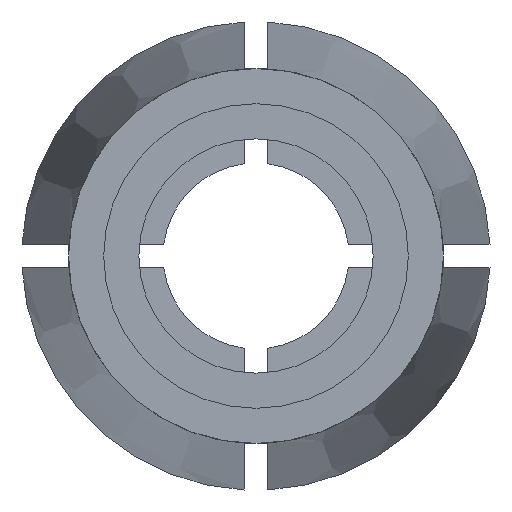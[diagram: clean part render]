
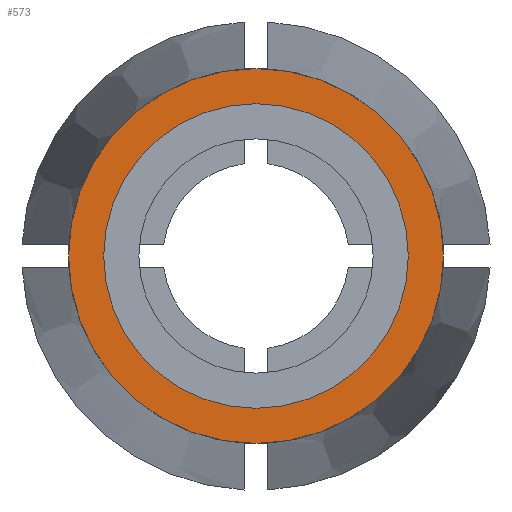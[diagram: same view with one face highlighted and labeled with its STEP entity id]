
A CAD part, left-side view. The second image highlights one B-rep face of the part: STEP entity #573.
In plain terms, the highlighted planar face has unit normal (-1, 0, 0).
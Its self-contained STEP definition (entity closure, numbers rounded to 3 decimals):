
#1 = ORIENTED_EDGE ( 'NONE', *, *, #569, .T. ) ;
#5 = DIRECTION ( 'NONE',  ( 0., 0., 1. ) ) ;
#91 = DIRECTION ( 'NONE',  ( 0., 0., 1. ) ) ;
#184 = VERTEX_POINT ( 'NONE', #1218 ) ;
#234 = DIRECTION ( 'NONE',  ( -1., 0., 0. ) ) ;
#244 = PLANE ( 'NONE',  #530 ) ;
#245 = VERTEX_POINT ( 'NONE', #1116 ) ;
#333 = DIRECTION ( 'NONE',  ( 0., 0., 1. ) ) ;
#337 = DIRECTION ( 'NONE',  ( -1., 0., 0. ) ) ;
#343 = CARTESIAN_POINT ( 'NONE',  ( 0., 0., 0. ) ) ;
#409 = AXIS2_PLACEMENT_3D ( 'NONE', #849, #234, #91 ) ;
#414 = FACE_OUTER_BOUND ( 'NONE', #584, .T. ) ;
#432 = CIRCLE ( 'NONE', #540, 4. ) ;
#501 = DIRECTION ( 'NONE',  ( 0., 0., 1. ) ) ;
#507 = DIRECTION ( 'NONE',  ( -1., 0., 0. ) ) ;
#518 = CARTESIAN_POINT ( 'NONE',  ( 0., 0., 0. ) ) ;
#530 = AXIS2_PLACEMENT_3D ( 'NONE', #729, #1137, #1099 ) ;
#540 = AXIS2_PLACEMENT_3D ( 'NONE', #518, #507, #501 ) ;
#549 = ORIENTED_EDGE ( 'NONE', *, *, #1549, .F. ) ;
#569 = EDGE_CURVE ( 'NONE', #184, #245, #1272, .T. ) ;
#573 = ADVANCED_FACE ( 'NONE', ( #1301, #414 ), #244, .F. ) ;
#584 = EDGE_LOOP ( 'NONE', ( #1536, #1 ) ) ;
#591 = DIRECTION ( 'NONE',  ( -1., 0., 0. ) ) ;
#596 = ORIENTED_EDGE ( 'NONE', *, *, #970, .F. ) ;
#682 = EDGE_LOOP ( 'NONE', ( #596, #549 ) ) ;
#720 = CARTESIAN_POINT ( 'NONE',  ( 0., 0., -3.25 ) ) ;
#729 = CARTESIAN_POINT ( 'NONE',  ( 0., 4., 0. ) ) ;
#777 = VERTEX_POINT ( 'NONE', #1117 ) ;
#782 = CARTESIAN_POINT ( 'NONE',  ( 0., 0., 0. ) ) ;
#791 = AXIS2_PLACEMENT_3D ( 'NONE', #343, #337, #333 ) ;
#849 = CARTESIAN_POINT ( 'NONE',  ( 0., 0., 0. ) ) ;
#863 = AXIS2_PLACEMENT_3D ( 'NONE', #782, #591, #5 ) ;
#970 = EDGE_CURVE ( 'NONE', #777, #1499, #1425, .T. ) ;
#1099 = DIRECTION ( 'NONE',  ( 0., 0., -1. ) ) ;
#1116 = CARTESIAN_POINT ( 'NONE',  ( 0., 0., 4. ) ) ;
#1117 = CARTESIAN_POINT ( 'NONE',  ( 0., 0., 3.25 ) ) ;
#1137 = DIRECTION ( 'NONE',  ( 1., 0., 0. ) ) ;
#1218 = CARTESIAN_POINT ( 'NONE',  ( 0., 0., -4. ) ) ;
#1272 = CIRCLE ( 'NONE', #863, 4. ) ;
#1301 = FACE_BOUND ( 'NONE', #682, .T. ) ;
#1323 = CIRCLE ( 'NONE', #791, 3.25 ) ;
#1425 = CIRCLE ( 'NONE', #409, 3.25 ) ;
#1487 = EDGE_CURVE ( 'NONE', #245, #184, #432, .T. ) ;
#1499 = VERTEX_POINT ( 'NONE', #720 ) ;
#1536 = ORIENTED_EDGE ( 'NONE', *, *, #1487, .T. ) ;
#1549 = EDGE_CURVE ( 'NONE', #1499, #777, #1323, .T. ) ;
